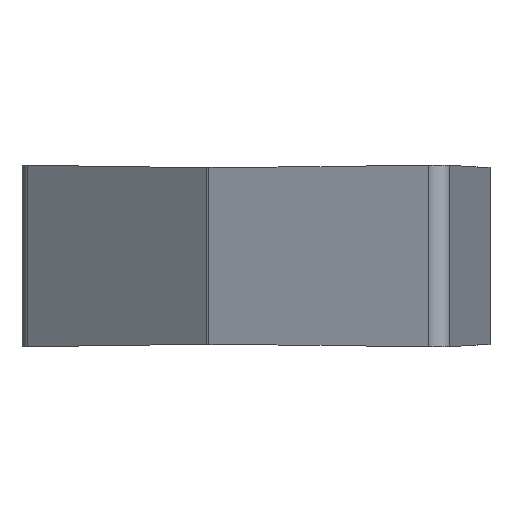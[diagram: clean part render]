
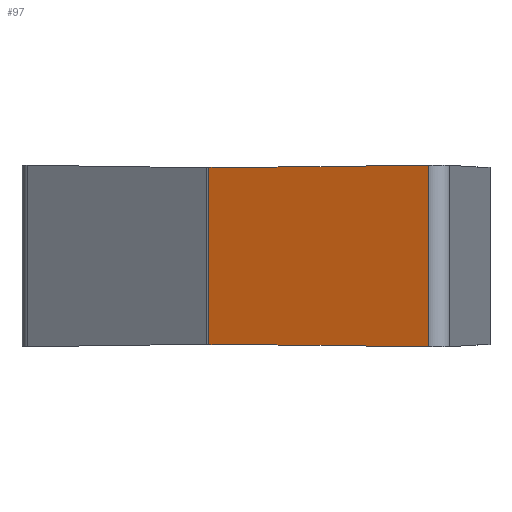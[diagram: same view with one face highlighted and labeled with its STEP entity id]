
A CAD part, left-side view. The second image highlights one B-rep face of the part: STEP entity #97.
In plain terms, the highlighted planar face has unit normal (-0.94, 0.342, 0).
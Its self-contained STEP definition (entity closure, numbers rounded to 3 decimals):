
#45=PLANE('',#458);
#56=FACE_OUTER_BOUND('',#128,.T.);
#63=LINE('',#17369,#75);
#67=LINE('',#17376,#79);
#75=VECTOR('',#473,1.);
#79=VECTOR('',#483,1.);
#97=ADVANCED_FACE('',(#56),#45,.T.);
#128=EDGE_LOOP('',(#238,#239,#240,#241,#242,#243,#244,#245));
#238=ORIENTED_EDGE('',*,*,#354,.T.);
#239=ORIENTED_EDGE('',*,*,#387,.F.);
#240=ORIENTED_EDGE('',*,*,#343,.T.);
#241=ORIENTED_EDGE('',*,*,#342,.T.);
#242=ORIENTED_EDGE('',*,*,#341,.T.);
#243=ORIENTED_EDGE('',*,*,#383,.T.);
#244=ORIENTED_EDGE('',*,*,#356,.T.);
#245=ORIENTED_EDGE('',*,*,#355,.T.);
#285=VERTEX_POINT('',#657);
#286=VERTEX_POINT('',#662);
#287=VERTEX_POINT('',#667);
#288=VERTEX_POINT('',#672);
#297=VERTEX_POINT('',#8977);
#299=VERTEX_POINT('',#8983);
#300=VERTEX_POINT('',#8988);
#301=VERTEX_POINT('',#8993);
#341=EDGE_CURVE('',#286,#285,#409,.T.);
#342=EDGE_CURVE('',#287,#286,#410,.T.);
#343=EDGE_CURVE('',#288,#287,#411,.T.);
#354=EDGE_CURVE('',#299,#297,#422,.T.);
#355=EDGE_CURVE('',#300,#299,#423,.T.);
#356=EDGE_CURVE('',#301,#300,#424,.T.);
#383=EDGE_CURVE('',#285,#301,#63,.T.);
#387=EDGE_CURVE('',#288,#297,#67,.T.);
#409=B_SPLINE_CURVE_WITH_KNOTS('',3,(#658,#659,#660,#661),.UNSPECIFIED.,
 .F.,.F.,(4,4),(0.,1.),.UNSPECIFIED.);
#410=B_SPLINE_CURVE_WITH_KNOTS('',3,(#663,#664,#665,#666),.UNSPECIFIED.,
 .F.,.F.,(4,4),(0.,1.),.UNSPECIFIED.);
#411=B_SPLINE_CURVE_WITH_KNOTS('',3,(#668,#669,#670,#671),.UNSPECIFIED.,
 .F.,.F.,(4,4),(0.,1.),.UNSPECIFIED.);
#422=B_SPLINE_CURVE_WITH_KNOTS('',3,(#8979,#8980,#8981,#8982),
 .UNSPECIFIED.,.F.,.F.,(4,4),(0.,1.),.UNSPECIFIED.);
#423=B_SPLINE_CURVE_WITH_KNOTS('',3,(#8984,#8985,#8986,#8987),
 .UNSPECIFIED.,.F.,.F.,(4,4),(0.,1.),.UNSPECIFIED.);
#424=B_SPLINE_CURVE_WITH_KNOTS('',3,(#8989,#8990,#8991,#8992),
 .UNSPECIFIED.,.F.,.F.,(4,4),(0.,1.),.UNSPECIFIED.);
#458=AXIS2_PLACEMENT_3D('',#17382,#492,#493);
#473=DIRECTION('',(0.,0.,-1.));
#483=DIRECTION('',(0.,0.,-1.));
#492=DIRECTION('',(-0.94,0.342,0.));
#493=DIRECTION('',(0.342,0.94,0.));
#657=CARTESIAN_POINT('',(-4.2,2.385,-0.144));
#658=CARTESIAN_POINT('',(-4.834,0.644,-0.144));
#659=CARTESIAN_POINT('',(-4.623,1.224,-0.144));
#660=CARTESIAN_POINT('',(-4.411,1.804,-0.144));
#661=CARTESIAN_POINT('',(-4.2,2.385,-0.144));
#662=CARTESIAN_POINT('',(-4.834,0.644,-0.144));
#663=CARTESIAN_POINT('',(-4.852,0.593,-0.144));
#664=CARTESIAN_POINT('',(-4.846,0.61,-0.144));
#665=CARTESIAN_POINT('',(-4.84,0.627,-0.144));
#666=CARTESIAN_POINT('',(-4.834,0.644,-0.144));
#667=CARTESIAN_POINT('',(-4.852,0.593,-0.144));
#668=CARTESIAN_POINT('',(-6.253,-3.257,-0.1));
#669=CARTESIAN_POINT('',(-5.786,-1.973,-0.115));
#670=CARTESIAN_POINT('',(-5.319,-0.69,-0.129));
#671=CARTESIAN_POINT('',(-4.852,0.593,-0.144));
#672=CARTESIAN_POINT('',(-6.253,-3.257,-0.1));
#8977=CARTESIAN_POINT('',(-6.253,-3.257,-4.76));
#8979=CARTESIAN_POINT('',(-4.852,0.593,-4.716));
#8980=CARTESIAN_POINT('',(-5.319,-0.69,-4.731));
#8981=CARTESIAN_POINT('',(-5.786,-1.973,-4.745));
#8982=CARTESIAN_POINT('',(-6.253,-3.257,-4.76));
#8983=CARTESIAN_POINT('',(-4.852,0.593,-4.716));
#8984=CARTESIAN_POINT('',(-4.834,0.644,-4.716));
#8985=CARTESIAN_POINT('',(-4.84,0.627,-4.716));
#8986=CARTESIAN_POINT('',(-4.846,0.61,-4.716));
#8987=CARTESIAN_POINT('',(-4.852,0.593,-4.716));
#8988=CARTESIAN_POINT('',(-4.834,0.644,-4.716));
#8989=CARTESIAN_POINT('',(-4.2,2.385,-4.716));
#8990=CARTESIAN_POINT('',(-4.411,1.804,-4.716));
#8991=CARTESIAN_POINT('',(-4.623,1.224,-4.716));
#8992=CARTESIAN_POINT('',(-4.834,0.644,-4.716));
#8993=CARTESIAN_POINT('',(-4.2,2.385,-4.716));
#17369=CARTESIAN_POINT('',(-4.2,2.385,0.1));
#17376=CARTESIAN_POINT('',(-6.253,-3.257,0.1));
#17382=CARTESIAN_POINT('',(-6.253,-3.257,0.1));
